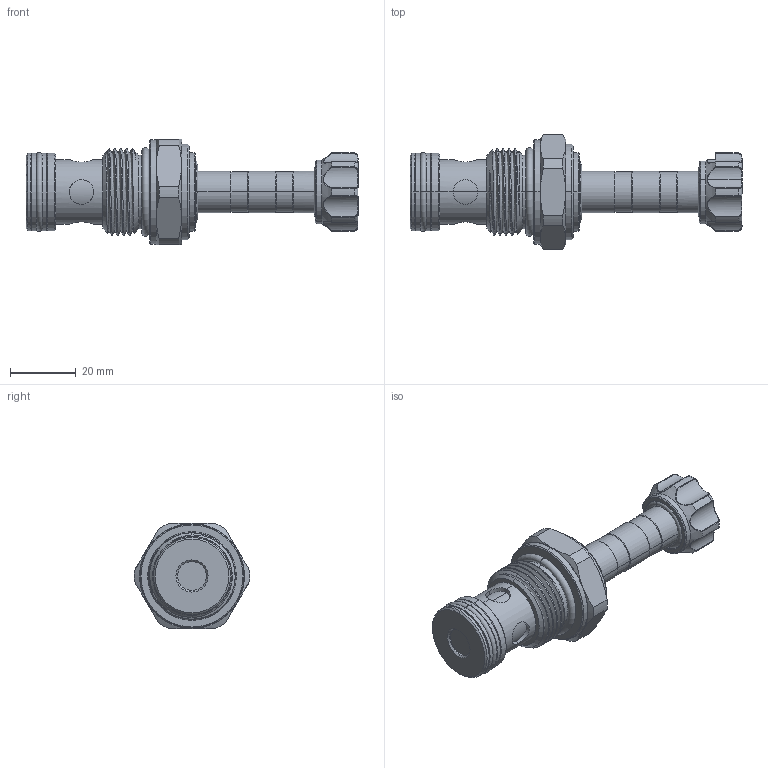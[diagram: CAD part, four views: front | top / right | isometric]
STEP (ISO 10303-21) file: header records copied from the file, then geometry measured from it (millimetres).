
FILE_DESCRIPTION (( 'STEP AP203' ), '1' );
FILE_NAME ('EP17E2A03N85.STEP', '2024-04-17T05:39:30', ( '' ), ( '' ), 'SwSTEP 2.0', 'SolidWorks 2018', '' );
FILE_SCHEMA (( 'CONFIG_CONTROL_DESIGN' ));
Length unit declared in the file: millimetre
Products named in the file (1): EP17E2A03N85
Bounding box: 101.15 x 35.08 x 32 mm (x, y, z)
Volume: 34775.2 mm3; surface area: 10163.9 mm2
Topology: 1 solids, 2 shells, 282 faces, 663 edges, 404 vertices
Faces by surface type: cylinder 122, cone 57, bspline 36, plane 34, torus 33
Entity records: 14359 total; most frequent: CARTESIAN_POINT 8112, ORIENTED_EDGE 1322, DIRECTION 1272, EDGE_CURVE 661, AXIS2_PLACEMENT_3D 550, VERTEX_POINT 404, EDGE_LOOP 307, CIRCLE 303
